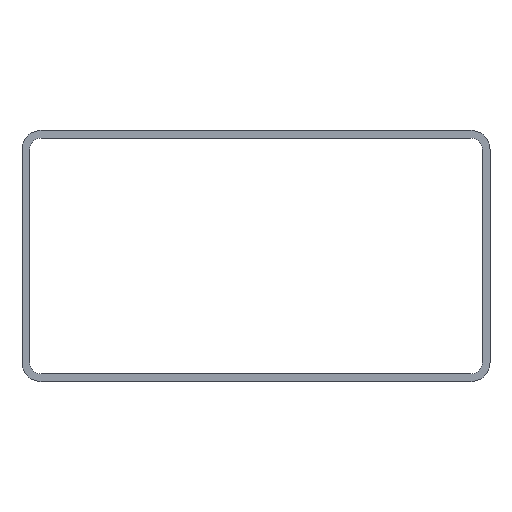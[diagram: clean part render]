
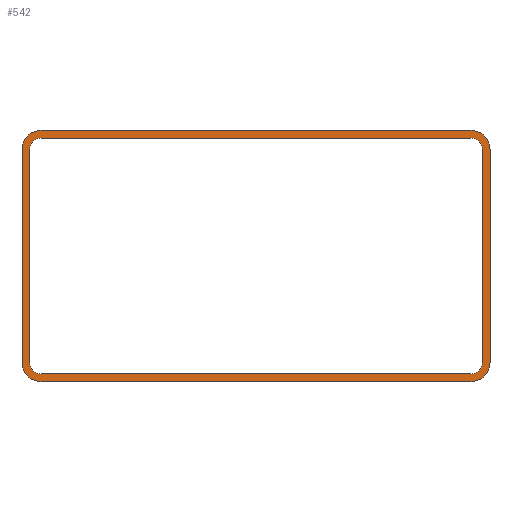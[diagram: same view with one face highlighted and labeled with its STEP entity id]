
A CAD part, front view. The second image highlights one B-rep face of the part: STEP entity #542.
In plain terms, the highlighted planar face has unit normal (0, -1, 0).
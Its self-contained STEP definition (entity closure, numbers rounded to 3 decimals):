
#1 = AXIS2_PLACEMENT_3D ( 'NONE', #324, #520, #581 ) ;
#6 = VERTEX_POINT ( 'NONE', #359 ) ;
#8 = DIRECTION ( 'NONE',  ( 0., 0., -1. ) ) ;
#9 = CARTESIAN_POINT ( 'NONE',  ( 297.5, 0., -140. ) ) ;
#11 = AXIS2_PLACEMENT_3D ( 'NONE', #157, #358, #151 ) ;
#12 = VERTEX_POINT ( 'NONE', #314 ) ;
#14 = ORIENTED_EDGE ( 'NONE', *, *, #219, .F. ) ;
#15 = DIRECTION ( 'NONE',  ( 0., 1., 0. ) ) ;
#16 = ORIENTED_EDGE ( 'NONE', *, *, #519, .T. ) ;
#19 = DIRECTION ( 'NONE',  ( 0., 0., 1. ) ) ;
#24 = DIRECTION ( 'NONE',  ( 0., 0., 1. ) ) ;
#29 = CARTESIAN_POINT ( 'NONE',  ( -282.5, 0., -140. ) ) ;
#49 = EDGE_CURVE ( 'NONE', #393, #289, #569, .T. ) ;
#53 = VERTEX_POINT ( 'NONE', #514 ) ;
#62 = CARTESIAN_POINT ( 'NONE',  ( 282.5, 0., -140. ) ) ;
#65 = EDGE_LOOP ( 'NONE', ( #565, #440, #635, #343, #257, #652, #121, #14 ) ) ;
#69 = CARTESIAN_POINT ( 'NONE',  ( -297.5, 0., -140. ) ) ;
#73 = AXIS2_PLACEMENT_3D ( 'NONE', #62, #15, #461 ) ;
#76 = DIRECTION ( 'NONE',  ( 0., 0., 1. ) ) ;
#78 = CARTESIAN_POINT ( 'NONE',  ( -282.5, 0., -155. ) ) ;
#83 = EDGE_CURVE ( 'NONE', #12, #295, #480, .T. ) ;
#91 = ORIENTED_EDGE ( 'NONE', *, *, #456, .T. ) ;
#109 = CARTESIAN_POINT ( 'NONE',  ( -307.5, 0., 140. ) ) ;
#114 = VECTOR ( 'NONE', #8, 1000. ) ;
#115 = EDGE_CURVE ( 'NONE', #148, #53, #131, .T. ) ;
#116 = DIRECTION ( 'NONE',  ( 0., 1., 0. ) ) ;
#120 = DIRECTION ( 'NONE',  ( 0., 0., -1. ) ) ;
#121 = ORIENTED_EDGE ( 'NONE', *, *, #551, .F. ) ;
#123 = VECTOR ( 'NONE', #525, 1000. ) ;
#130 = DIRECTION ( 'NONE',  ( 0., 1., 0. ) ) ;
#131 = LINE ( 'NONE', #69, #249 ) ;
#134 = AXIS2_PLACEMENT_3D ( 'NONE', #334, #267, #19 ) ;
#135 = AXIS2_PLACEMENT_3D ( 'NONE', #425, #130, #76 ) ;
#137 = VERTEX_POINT ( 'NONE', #429 ) ;
#148 = VERTEX_POINT ( 'NONE', #372 ) ;
#151 = DIRECTION ( 'NONE',  ( 0., 0., -1. ) ) ;
#157 = CARTESIAN_POINT ( 'NONE',  ( -282.5, 0., 140. ) ) ;
#165 = VERTEX_POINT ( 'NONE', #180 ) ;
#166 = LINE ( 'NONE', #176, #410 ) ;
#168 = VERTEX_POINT ( 'NONE', #467 ) ;
#175 = EDGE_CURVE ( 'NONE', #594, #165, #420, .T. ) ;
#176 = CARTESIAN_POINT ( 'NONE',  ( -282.5, 0., -165. ) ) ;
#179 = EDGE_CURVE ( 'NONE', #354, #243, #215, .T. ) ;
#180 = CARTESIAN_POINT ( 'NONE',  ( 297.5, 0., 140. ) ) ;
#184 = VECTOR ( 'NONE', #470, 1000. ) ;
#186 = CIRCLE ( 'NONE', #11, 15. ) ;
#188 = ORIENTED_EDGE ( 'NONE', *, *, #115, .T. ) ;
#201 = ORIENTED_EDGE ( 'NONE', *, *, #175, .T. ) ;
#215 = CIRCLE ( 'NONE', #554, 15. ) ;
#216 = CARTESIAN_POINT ( 'NONE',  ( 282.5, 0., -140. ) ) ;
#219 = EDGE_CURVE ( 'NONE', #137, #451, #247, .T. ) ;
#230 = DIRECTION ( 'NONE',  ( -1., 0., 0. ) ) ;
#243 = VERTEX_POINT ( 'NONE', #244 ) ;
#244 = CARTESIAN_POINT ( 'NONE',  ( 282.5, 0., -155. ) ) ;
#247 = LINE ( 'NONE', #288, #323 ) ;
#249 = VECTOR ( 'NONE', #24, 1000. ) ;
#254 = LINE ( 'NONE', #459, #114 ) ;
#257 = ORIENTED_EDGE ( 'NONE', *, *, #438, .F. ) ;
#260 = CARTESIAN_POINT ( 'NONE',  ( 282.5, 0., 140. ) ) ;
#261 = VERTEX_POINT ( 'NONE', #544 ) ;
#263 = VERTEX_POINT ( 'NONE', #648 ) ;
#267 = DIRECTION ( 'NONE',  ( 0., 1., 0. ) ) ;
#288 = CARTESIAN_POINT ( 'NONE',  ( -307.5, 0., -140. ) ) ;
#289 = VERTEX_POINT ( 'NONE', #593 ) ;
#295 = VERTEX_POINT ( 'NONE', #534 ) ;
#309 = DIRECTION ( 'NONE',  ( 1., 0., 0. ) ) ;
#314 = CARTESIAN_POINT ( 'NONE',  ( -282.5, 0., 165. ) ) ;
#319 = PLANE ( 'NONE',  #1 ) ;
#323 = VECTOR ( 'NONE', #539, 1000. ) ;
#324 = CARTESIAN_POINT ( 'NONE',  ( -282.5, 0., -140. ) ) ;
#325 = AXIS2_PLACEMENT_3D ( 'NONE', #436, #116, #513 ) ;
#331 = FACE_OUTER_BOUND ( 'NONE', #65, .T. ) ;
#332 = CARTESIAN_POINT ( 'NONE',  ( -282.5, 0., 165. ) ) ;
#334 = CARTESIAN_POINT ( 'NONE',  ( 282.5, 0., 140. ) ) ;
#335 = CIRCLE ( 'NONE', #325, 25. ) ;
#343 = ORIENTED_EDGE ( 'NONE', *, *, #49, .F. ) ;
#347 = ORIENTED_EDGE ( 'NONE', *, *, #179, .T. ) ;
#354 = VERTEX_POINT ( 'NONE', #9 ) ;
#358 = DIRECTION ( 'NONE',  ( 0., 1., 0. ) ) ;
#359 = CARTESIAN_POINT ( 'NONE',  ( 282.5, 0., -165. ) ) ;
#362 = DIRECTION ( 'NONE',  ( 0., 1., 0. ) ) ;
#372 = CARTESIAN_POINT ( 'NONE',  ( -297.5, 0., -140. ) ) ;
#377 = FACE_BOUND ( 'NONE', #537, .T. ) ;
#389 = EDGE_CURVE ( 'NONE', #53, #168, #186, .T. ) ;
#393 = VERTEX_POINT ( 'NONE', #418 ) ;
#406 = ORIENTED_EDGE ( 'NONE', *, *, #389, .T. ) ;
#410 = VECTOR ( 'NONE', #524, 1000. ) ;
#415 = LINE ( 'NONE', #500, #619 ) ;
#417 = EDGE_CURVE ( 'NONE', #165, #354, #254, .T. ) ;
#418 = CARTESIAN_POINT ( 'NONE',  ( 307.5, 0., 140. ) ) ;
#420 = CIRCLE ( 'NONE', #134, 15. ) ;
#422 = CARTESIAN_POINT ( 'NONE',  ( 282.5, 0., 155. ) ) ;
#423 = DIRECTION ( 'NONE',  ( 0., 1., 0. ) ) ;
#425 = CARTESIAN_POINT ( 'NONE',  ( -282.5, 0., -140. ) ) ;
#429 = CARTESIAN_POINT ( 'NONE',  ( -307.5, 0., -140. ) ) ;
#432 = CIRCLE ( 'NONE', #532, 15. ) ;
#434 = CARTESIAN_POINT ( 'NONE',  ( 307.5, 0., -140. ) ) ;
#436 = CARTESIAN_POINT ( 'NONE',  ( -282.5, 0., 140. ) ) ;
#438 = EDGE_CURVE ( 'NONE', #295, #393, #609, .T. ) ;
#440 = ORIENTED_EDGE ( 'NONE', *, *, #622, .F. ) ;
#451 = VERTEX_POINT ( 'NONE', #109 ) ;
#456 = EDGE_CURVE ( 'NONE', #168, #594, #415, .T. ) ;
#459 = CARTESIAN_POINT ( 'NONE',  ( 297.5, 0., -140. ) ) ;
#461 = DIRECTION ( 'NONE',  ( 0., 0., -1. ) ) ;
#466 = DIRECTION ( 'NONE',  ( 0., 1., 0. ) ) ;
#467 = CARTESIAN_POINT ( 'NONE',  ( -282.5, 0., 155. ) ) ;
#470 = DIRECTION ( 'NONE',  ( 0., 0., -1. ) ) ;
#473 = EDGE_CURVE ( 'NONE', #289, #6, #479, .T. ) ;
#479 = CIRCLE ( 'NONE', #73, 25. ) ;
#480 = LINE ( 'NONE', #332, #123 ) ;
#500 = CARTESIAN_POINT ( 'NONE',  ( -282.5, 0., 155. ) ) ;
#513 = DIRECTION ( 'NONE',  ( 0., 0., -1. ) ) ;
#514 = CARTESIAN_POINT ( 'NONE',  ( -297.5, 0., 140. ) ) ;
#519 = EDGE_CURVE ( 'NONE', #261, #148, #432, .T. ) ;
#520 = DIRECTION ( 'NONE',  ( 0., 1., 0. ) ) ;
#524 = DIRECTION ( 'NONE',  ( -1., 0., 0. ) ) ;
#525 = DIRECTION ( 'NONE',  ( 1., 0., 0. ) ) ;
#526 = DIRECTION ( 'NONE',  ( 0., 0., 1. ) ) ;
#532 = AXIS2_PLACEMENT_3D ( 'NONE', #29, #466, #526 ) ;
#534 = CARTESIAN_POINT ( 'NONE',  ( 282.5, 0., 165. ) ) ;
#537 = EDGE_LOOP ( 'NONE', ( #16, #188, #406, #91, #201, #549, #347, #639 ) ) ;
#539 = DIRECTION ( 'NONE',  ( 0., 0., 1. ) ) ;
#542 = ADVANCED_FACE ( 'NONE', ( #331, #377 ), #319, .F. ) ;
#543 = CIRCLE ( 'NONE', #135, 25. ) ;
#544 = CARTESIAN_POINT ( 'NONE',  ( -282.5, 0., -155. ) ) ;
#549 = ORIENTED_EDGE ( 'NONE', *, *, #417, .T. ) ;
#551 = EDGE_CURVE ( 'NONE', #451, #12, #335, .T. ) ;
#554 = AXIS2_PLACEMENT_3D ( 'NONE', #216, #423, #120 ) ;
#560 = DIRECTION ( 'NONE',  ( 0., 0., 1. ) ) ;
#565 = ORIENTED_EDGE ( 'NONE', *, *, #582, .F. ) ;
#569 = LINE ( 'NONE', #434, #184 ) ;
#571 = LINE ( 'NONE', #78, #578 ) ;
#578 = VECTOR ( 'NONE', #230, 1000. ) ;
#581 = DIRECTION ( 'NONE',  ( 0., 0., 1. ) ) ;
#582 = EDGE_CURVE ( 'NONE', #263, #137, #543, .T. ) ;
#593 = CARTESIAN_POINT ( 'NONE',  ( 307.5, 0., -140. ) ) ;
#594 = VERTEX_POINT ( 'NONE', #422 ) ;
#609 = CIRCLE ( 'NONE', #643, 25. ) ;
#619 = VECTOR ( 'NONE', #309, 1000. ) ;
#622 = EDGE_CURVE ( 'NONE', #6, #263, #166, .T. ) ;
#635 = ORIENTED_EDGE ( 'NONE', *, *, #473, .F. ) ;
#639 = ORIENTED_EDGE ( 'NONE', *, *, #645, .T. ) ;
#643 = AXIS2_PLACEMENT_3D ( 'NONE', #260, #362, #560 ) ;
#645 = EDGE_CURVE ( 'NONE', #243, #261, #571, .T. ) ;
#648 = CARTESIAN_POINT ( 'NONE',  ( -282.5, 0., -165. ) ) ;
#652 = ORIENTED_EDGE ( 'NONE', *, *, #83, .F. ) ;
